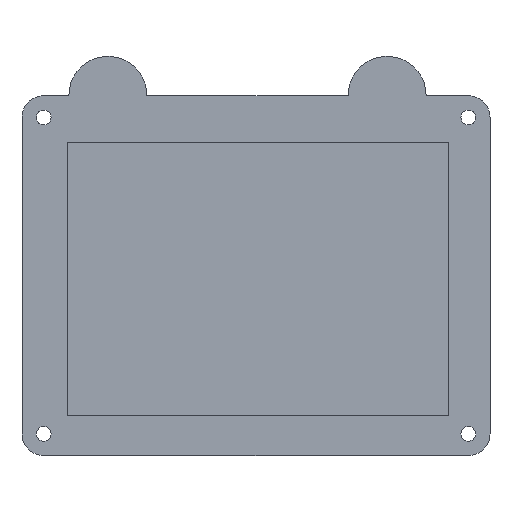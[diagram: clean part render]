
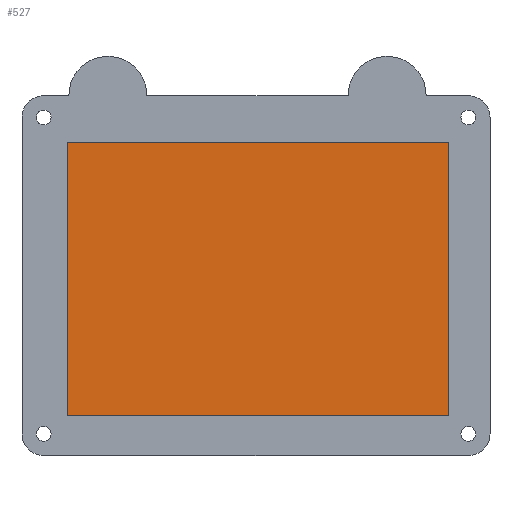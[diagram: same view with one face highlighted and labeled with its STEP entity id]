
A CAD part, top view. The second image highlights one B-rep face of the part: STEP entity #527.
In plain terms, the highlighted planar face has unit normal (0, 0, 1).
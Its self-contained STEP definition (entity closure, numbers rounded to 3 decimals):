
#35=PLANE('',#592);
#58=FACE_OUTER_BOUND('',#98,.T.);
#98=EDGE_LOOP('',(#436,#437,#438,#439));
#176=LINE('',#883,#220);
#177=LINE('',#885,#221);
#178=LINE('',#887,#222);
#179=LINE('',#888,#223);
#220=VECTOR('',#716,10.);
#221=VECTOR('',#717,10.);
#222=VECTOR('',#718,10.);
#223=VECTOR('',#719,10.);
#272=VERTEX_POINT('',#881);
#273=VERTEX_POINT('',#882);
#274=VERTEX_POINT('',#884);
#275=VERTEX_POINT('',#886);
#332=EDGE_CURVE('',#272,#273,#176,.T.);
#333=EDGE_CURVE('',#274,#272,#177,.T.);
#334=EDGE_CURVE('',#275,#274,#178,.T.);
#335=EDGE_CURVE('',#273,#275,#179,.T.);
#436=ORIENTED_EDGE('',*,*,#332,.F.);
#437=ORIENTED_EDGE('',*,*,#333,.F.);
#438=ORIENTED_EDGE('',*,*,#334,.F.);
#439=ORIENTED_EDGE('',*,*,#335,.F.);
#527=ADVANCED_FACE('',(#58),#35,.T.);
#592=AXIS2_PLACEMENT_3D('',#880,#714,#715);
#714=DIRECTION('center_axis',(0.,0.,1.));
#715=DIRECTION('ref_axis',(1.,0.,0.));
#716=DIRECTION('',(-1.,0.,0.));
#717=DIRECTION('',(0.,-1.,0.));
#718=DIRECTION('',(1.,0.,0.));
#719=DIRECTION('',(0.,1.,0.));
#880=CARTESIAN_POINT('Origin',(-9.524,9.422,3.));
#881=CARTESIAN_POINT('',(34.476,-22.078,3.));
#882=CARTESIAN_POINT('',(-53.524,-22.078,3.));
#883=CARTESIAN_POINT('',(12.476,-22.078,3.));
#884=CARTESIAN_POINT('',(34.476,40.922,3.));
#885=CARTESIAN_POINT('',(34.476,25.172,3.));
#886=CARTESIAN_POINT('',(-53.524,40.922,3.));
#887=CARTESIAN_POINT('',(-31.524,40.922,3.));
#888=CARTESIAN_POINT('',(-53.524,-6.328,3.));
